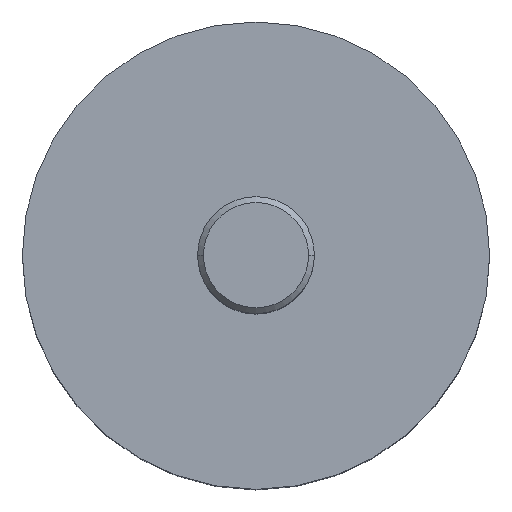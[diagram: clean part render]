
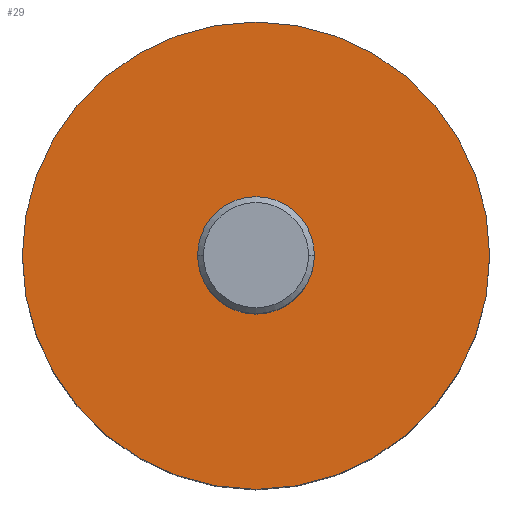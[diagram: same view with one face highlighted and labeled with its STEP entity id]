
A CAD part, top view. The second image highlights one B-rep face of the part: STEP entity #29.
In plain terms, the highlighted planar face has unit normal (0, 0, 1).
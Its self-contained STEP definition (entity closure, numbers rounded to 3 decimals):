
#6 = CARTESIAN_POINT ( 'NONE',  ( -20., 0., 30. ) ) ;
#7 = VERTEX_POINT ( 'NONE', #203 ) ;
#12 = CARTESIAN_POINT ( 'NONE',  ( 5., 0., 30. ) ) ;
#13 = DIRECTION ( 'NONE',  ( 0., 0., 1. ) ) ;
#29 = ADVANCED_FACE ( 'NONE', ( #58, #138 ), #352, .T. ) ;
#58 = FACE_BOUND ( 'NONE', #226, .T. ) ;
#71 = CARTESIAN_POINT ( 'NONE',  ( 0., 0., 30. ) ) ;
#83 = DIRECTION ( 'NONE',  ( 0., 0., 1. ) ) ;
#86 = ORIENTED_EDGE ( 'NONE', *, *, #247, .T. ) ;
#88 = EDGE_CURVE ( 'NONE', #7, #270, #221, .T. ) ;
#103 = CARTESIAN_POINT ( 'NONE',  ( -5., 0., 30. ) ) ;
#116 = VERTEX_POINT ( 'NONE', #103 ) ;
#138 = FACE_OUTER_BOUND ( 'NONE', #297, .T. ) ;
#148 = CIRCLE ( 'NONE', #223, 20. ) ;
#155 = CARTESIAN_POINT ( 'NONE',  ( 0., 0., 30. ) ) ;
#171 = ORIENTED_EDGE ( 'NONE', *, *, #88, .T. ) ;
#172 = AXIS2_PLACEMENT_3D ( 'NONE', #227, #83, #286 ) ;
#182 = ORIENTED_EDGE ( 'NONE', *, *, #183, .F. ) ;
#183 = EDGE_CURVE ( 'NONE', #292, #116, #333, .T. ) ;
#203 = CARTESIAN_POINT ( 'NONE',  ( 20., 0., 30. ) ) ;
#209 = CARTESIAN_POINT ( 'NONE',  ( 0., 0., 30. ) ) ;
#221 = CIRCLE ( 'NONE', #261, 20. ) ;
#223 = AXIS2_PLACEMENT_3D ( 'NONE', #343, #13, #336 ) ;
#226 = EDGE_LOOP ( 'NONE', ( #240, #182 ) ) ;
#227 = CARTESIAN_POINT ( 'NONE',  ( 0., 0., 30. ) ) ;
#233 = DIRECTION ( 'NONE',  ( 1., 0., 0. ) ) ;
#237 = DIRECTION ( 'NONE',  ( 0., 0., 1. ) ) ;
#240 = ORIENTED_EDGE ( 'NONE', *, *, #306, .F. ) ;
#243 = DIRECTION ( 'NONE',  ( 1., 0., 0. ) ) ;
#247 = EDGE_CURVE ( 'NONE', #270, #7, #148, .T. ) ;
#261 = AXIS2_PLACEMENT_3D ( 'NONE', #155, #237, #243 ) ;
#270 = VERTEX_POINT ( 'NONE', #6 ) ;
#275 = DIRECTION ( 'NONE',  ( 0., 0., 1. ) ) ;
#286 = DIRECTION ( 'NONE',  ( 1., 0., 0. ) ) ;
#292 = VERTEX_POINT ( 'NONE', #12 ) ;
#297 = EDGE_LOOP ( 'NONE', ( #86, #171 ) ) ;
#298 = DIRECTION ( 'NONE',  ( 0., 0., 1. ) ) ;
#306 = EDGE_CURVE ( 'NONE', #116, #292, #344, .T. ) ;
#324 = AXIS2_PLACEMENT_3D ( 'NONE', #71, #275, #366 ) ;
#333 = CIRCLE ( 'NONE', #324, 5. ) ;
#336 = DIRECTION ( 'NONE',  ( 1., 0., 0. ) ) ;
#343 = CARTESIAN_POINT ( 'NONE',  ( 0., 0., 30. ) ) ;
#344 = CIRCLE ( 'NONE', #172, 5. ) ;
#351 = AXIS2_PLACEMENT_3D ( 'NONE', #209, #298, #233 ) ;
#352 = PLANE ( 'NONE',  #351 ) ;
#366 = DIRECTION ( 'NONE',  ( 1., 0., 0. ) ) ;
